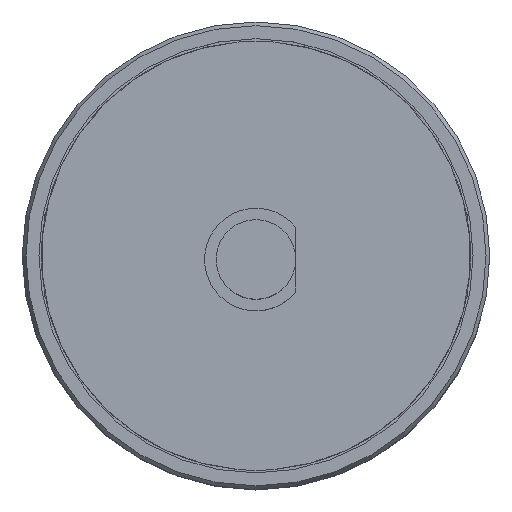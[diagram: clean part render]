
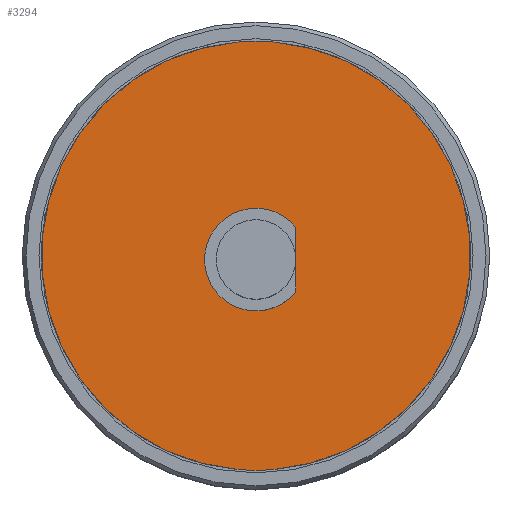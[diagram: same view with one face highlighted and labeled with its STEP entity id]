
A CAD part, top view. The second image highlights one B-rep face of the part: STEP entity #3294.
In plain terms, the highlighted planar face has unit normal (0, 0, 1).
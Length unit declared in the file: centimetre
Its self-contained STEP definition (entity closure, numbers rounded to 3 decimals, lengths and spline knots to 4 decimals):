
#346=LINE($,#5291,#691);
#350=LINE($,#5299,#695);
#353=LINE($,#5306,#698);
#357=LINE($,#5314,#702);
#410=LINE($,#5451,#755);
#411=LINE($,#5452,#756);
#412=LINE($,#5454,#757);
#413=LINE($,#5455,#758);
#691=VECTOR($,#4212,0.05);
#695=VECTOR($,#4218,0.05);
#698=VECTOR($,#4223,0.05);
#702=VECTOR($,#4229,0.05);
#755=VECTOR($,#4410,0.05);
#756=VECTOR($,#4411,0.05);
#757=VECTOR($,#4412,0.05);
#758=VECTOR($,#4413,0.05);
#804=FACE_BOUND($,#1170,.T.);
#805=FACE_BOUND($,#1171,.T.);
#960=FACE_OUTER_BOUND($,#1169,.T.);
#1169=EDGE_LOOP($,(#2754,#2755,#2756,#2757));
#1170=EDGE_LOOP($,(#2758,#2759,#2760,#2761));
#1171=EDGE_LOOP($,(#2762,#2763,#2764,#2765));
#1250=CIRCLE($,#3377,0.835);
#1257=CIRCLE($,#3393,0.835);
#1289=CIRCLE($,#3566,0.835);
#1295=CIRCLE($,#3573,0.835);
#1403=VERTEX_POINT($,#4790);
#1405=VERTEX_POINT($,#4793);
#1424=VERTEX_POINT($,#4836);
#1426=VERTEX_POINT($,#4840);
#1564=VERTEX_POINT($,#5289);
#1565=VERTEX_POINT($,#5290);
#1568=VERTEX_POINT($,#5298);
#1570=VERTEX_POINT($,#5304);
#1571=VERTEX_POINT($,#5305);
#1574=VERTEX_POINT($,#5313);
#1594=VERTEX_POINT($,#5450);
#1595=VERTEX_POINT($,#5453);
#1706=EDGE_CURVE($,#1405,#1403,#1250,.T.);
#1728=EDGE_CURVE($,#1424,#1426,#1257,.T.);
#1946=EDGE_CURVE($,#1564,#1565,#346,.T.);
#1950=EDGE_CURVE($,#1565,#1568,#350,.T.);
#1953=EDGE_CURVE($,#1570,#1571,#353,.T.);
#1957=EDGE_CURVE($,#1571,#1574,#357,.T.);
#2012=EDGE_CURVE($,#1426,#1405,#1289,.T.);
#2018=EDGE_CURVE($,#1403,#1424,#1295,.T.);
#2019=EDGE_CURVE($,#1574,#1594,#410,.T.);
#2020=EDGE_CURVE($,#1594,#1570,#411,.T.);
#2021=EDGE_CURVE($,#1568,#1595,#412,.T.);
#2022=EDGE_CURVE($,#1595,#1564,#413,.T.);
#2754=ORIENTED_EDGE($,*,*,#2018,.T.);
#2755=ORIENTED_EDGE($,*,*,#1728,.T.);
#2756=ORIENTED_EDGE($,*,*,#2012,.T.);
#2757=ORIENTED_EDGE($,*,*,#1706,.T.);
#2758=ORIENTED_EDGE($,*,*,#2019,.F.);
#2759=ORIENTED_EDGE($,*,*,#1957,.F.);
#2760=ORIENTED_EDGE($,*,*,#1953,.F.);
#2761=ORIENTED_EDGE($,*,*,#2020,.F.);
#2762=ORIENTED_EDGE($,*,*,#2021,.F.);
#2763=ORIENTED_EDGE($,*,*,#1950,.F.);
#2764=ORIENTED_EDGE($,*,*,#1946,.F.);
#2765=ORIENTED_EDGE($,*,*,#2022,.F.);
#3114=PLANE($,#3572);
#3294=ADVANCED_FACE($,(#960,#804,#805),#3114,.T.);
#3377=AXIS2_PLACEMENT_3D($,#4794,#3769,#3770);
#3393=AXIS2_PLACEMENT_3D($,#4842,#3812,#3813);
#3566=AXIS2_PLACEMENT_3D($,#5442,#4394,#4395);
#3572=AXIS2_PLACEMENT_3D($,#5448,#4406,#4407);
#3573=AXIS2_PLACEMENT_3D($,#5449,#4408,#4409);
#3769=DIRECTION('center_axis',(0.,0.,
1.));
#3770=DIRECTION('ref_axis',(-1.,0.,0.));
#3812=DIRECTION('center_axis',(0.,0.,
1.));
#3813=DIRECTION('ref_axis',(-1.,0.,0.));
#4212=DIRECTION($,(0.,-1.,0.));
#4218=DIRECTION($,(1.,0.,0.));
#4223=DIRECTION($,(0.,-1.,0.));
#4229=DIRECTION($,(1.,0.,0.));
#4394=DIRECTION('center_axis',(0.,0.,
1.));
#4395=DIRECTION('ref_axis',(1.,0.,0.));
#4406=DIRECTION('center_axis',(0.,0.,
1.));
#4407=DIRECTION('ref_axis',(0.,-1.,0.));
#4408=DIRECTION('center_axis',(0.,0.,
1.));
#4409=DIRECTION('ref_axis',(1.,0.,0.));
#4410=DIRECTION($,(0.,1.,0.));
#4411=DIRECTION($,(-1.,0.,0.));
#4412=DIRECTION($,(0.,1.,0.));
#4413=DIRECTION($,(-1.,0.,0.));
#4790=CARTESIAN_POINT('',(0.9865,0.0779,0.5457));
#4793=CARTESIAN_POINT('',(0.8465,0.0779,0.5457));
#4794=CARTESIAN_POINT('Origin',(0.9165,0.91,0.5457));
#4836=CARTESIAN_POINT('',(0.9865,1.7421,0.5457));
#4840=CARTESIAN_POINT('',(0.8465,1.7421,0.5457));
#4842=CARTESIAN_POINT('Origin',(0.9165,0.91,0.5457));
#5289=CARTESIAN_POINT('',(0.7643,0.92,0.5457));
#5290=CARTESIAN_POINT('',(0.7643,0.87,0.5457));
#5291=CARTESIAN_POINT($,(0.7643,0.915,0.5457));
#5298=CARTESIAN_POINT('',(0.8143,0.87,0.5457));
#5299=CARTESIAN_POINT($,(0.8404,0.87,0.5457));
#5304=CARTESIAN_POINT('',(1.0183,0.92,0.5457));
#5305=CARTESIAN_POINT('',(1.0183,0.87,0.5457));
#5306=CARTESIAN_POINT($,(1.0183,0.915,0.5457));
#5313=CARTESIAN_POINT('',(1.0683,0.87,0.5457));
#5314=CARTESIAN_POINT($,(0.9674,0.87,0.5457));
#5442=CARTESIAN_POINT('Origin',(0.9165,0.91,0.5457));
#5448=CARTESIAN_POINT('Origin',(0.9165,0.91,0.5457));
#5449=CARTESIAN_POINT('Origin',(0.9165,0.91,0.5457));
#5450=CARTESIAN_POINT('',(1.0683,0.92,0.5457));
#5451=CARTESIAN_POINT($,(1.0683,0.89,0.5457));
#5452=CARTESIAN_POINT($,(0.9924,0.92,0.5457));
#5453=CARTESIAN_POINT('',(0.8143,0.92,0.5457));
#5454=CARTESIAN_POINT($,(0.8143,0.89,0.5457));
#5455=CARTESIAN_POINT($,(0.8654,0.92,0.5457));
